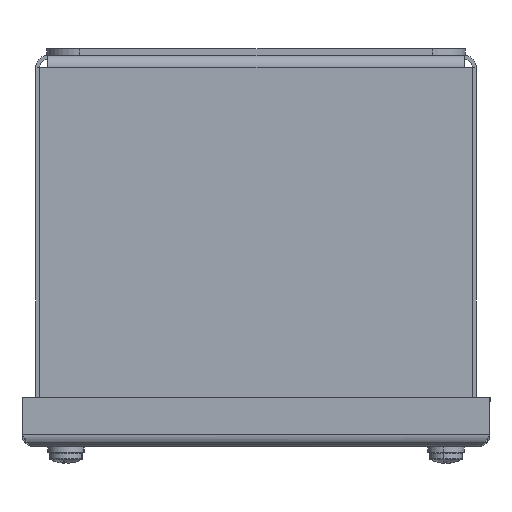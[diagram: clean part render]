
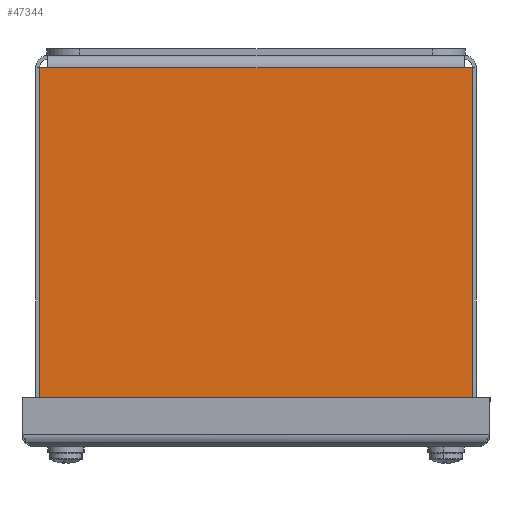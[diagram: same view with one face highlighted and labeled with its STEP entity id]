
A CAD part, front view. The second image highlights one B-rep face of the part: STEP entity #47344.
In plain terms, the highlighted planar face has unit normal (0, -1, 0).
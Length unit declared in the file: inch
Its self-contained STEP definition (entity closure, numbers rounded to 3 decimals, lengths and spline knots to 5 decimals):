
#1555 = VECTOR ( 'NONE', #51162, 39.37008 ) ;
#1784 = ORIENTED_EDGE ( 'NONE', *, *, #14654, .F. ) ;
#1815 = CARTESIAN_POINT ( 'NONE',  ( 4.14429, 0.15, 5.00325 ) ) ;
#2064 = LINE ( 'NONE', #24360, #22750 ) ;
#2092 = VECTOR ( 'NONE', #21818, 39.37008 ) ;
#2198 = VECTOR ( 'NONE', #15894, 39.37008 ) ;
#2912 = DIRECTION ( 'NONE',  ( 1., 0., 0. ) ) ;
#4356 = CARTESIAN_POINT ( 'NONE',  ( 0.5023, 0.15, 0.9997 ) ) ;
#5805 = CARTESIAN_POINT ( 'NONE',  ( 4.14429, 0.15, 0.937 ) ) ;
#6786 = EDGE_CURVE ( 'NONE', #39896, #27673, #44489, .T. ) ;
#7429 = LINE ( 'NONE', #25035, #17798 ) ;
#7795 = LINE ( 'NONE', #38443, #28488 ) ;
#8179 = EDGE_CURVE ( 'NONE', #30210, #54510, #19418, .T. ) ;
#9349 = DIRECTION ( 'NONE',  ( -1., 0., 0. ) ) ;
#9411 = VECTOR ( 'NONE', #47342, 39.37008 ) ;
#10010 = CARTESIAN_POINT ( 'NONE',  ( 4.05125, 0.15, 5.00325 ) ) ;
#10370 = VERTEX_POINT ( 'NONE', #48020 ) ;
#11044 = CARTESIAN_POINT ( 'NONE',  ( 1.69, 0.15, 0.9997 ) ) ;
#11813 = CARTESIAN_POINT ( 'NONE',  ( 4.14429, 0.15, 0.937 ) ) ;
#13522 = EDGE_CURVE ( 'NONE', #25108, #10370, #34274, .T. ) ;
#14300 = EDGE_CURVE ( 'NONE', #20486, #30210, #7429, .T. ) ;
#14654 = EDGE_CURVE ( 'NONE', #10370, #40958, #45213, .T. ) ;
#15894 = DIRECTION ( 'NONE',  ( -1., 0., 0. ) ) ;
#16382 = DIRECTION ( 'NONE',  ( -1., 0., 0. ) ) ;
#17400 = VERTEX_POINT ( 'NONE', #48539 ) ;
#17798 = VECTOR ( 'NONE', #16382, 39.37008 ) ;
#17876 = EDGE_CURVE ( 'NONE', #53702, #27518, #40642, .T. ) ;
#18594 = EDGE_CURVE ( 'NONE', #27518, #37213, #2064, .T. ) ;
#18796 = CARTESIAN_POINT ( 'NONE',  ( -0.76429, 0.15, 0.937 ) ) ;
#19418 = LINE ( 'NONE', #55022, #35438 ) ;
#19422 = CARTESIAN_POINT ( 'NONE',  ( 4.14429, 0.15, 0.937 ) ) ;
#19844 = VERTEX_POINT ( 'NONE', #35990 ) ;
#20150 = ORIENTED_EDGE ( 'NONE', *, *, #46819, .F. ) ;
#20305 = VECTOR ( 'NONE', #51960, 39.37008 ) ;
#20486 = VERTEX_POINT ( 'NONE', #43607 ) ;
#21778 = CARTESIAN_POINT ( 'NONE',  ( 2.8775, 0.15, 0.9997 ) ) ;
#21818 = DIRECTION ( 'NONE',  ( 1., 0., 0. ) ) ;
#22750 = VECTOR ( 'NONE', #37959, 39.37008 ) ;
#23712 = LINE ( 'NONE', #11044, #2198 ) ;
#24360 = CARTESIAN_POINT ( 'NONE',  ( 4.14429, 0.15, 5.00325 ) ) ;
#24588 = DIRECTION ( 'NONE',  ( 0., 0., 1. ) ) ;
#24925 = CARTESIAN_POINT ( 'NONE',  ( 2.8777, 0.15, 0.9997 ) ) ;
#25035 = CARTESIAN_POINT ( 'NONE',  ( 1.69, 0.15, 0.9995 ) ) ;
#25093 = ORIENTED_EDGE ( 'NONE', *, *, #31134, .T. ) ;
#25108 = VERTEX_POINT ( 'NONE', #18796 ) ;
#25300 = CARTESIAN_POINT ( 'NONE',  ( 2.8775, 0.15, 3.0542 ) ) ;
#25420 = VECTOR ( 'NONE', #31702, 39.37008 ) ;
#27518 = VERTEX_POINT ( 'NONE', #1815 ) ;
#27673 = VERTEX_POINT ( 'NONE', #21778 ) ;
#28488 = VECTOR ( 'NONE', #47169, 39.37008 ) ;
#28792 = FACE_OUTER_BOUND ( 'NONE', #31390, .T. ) ;
#30181 = CARTESIAN_POINT ( 'NONE',  ( -0.67125, 0.15, 5.00325 ) ) ;
#30210 = VERTEX_POINT ( 'NONE', #44197 ) ;
#30409 = LINE ( 'NONE', #43742, #52144 ) ;
#31134 = EDGE_CURVE ( 'NONE', #17400, #40041, #7795, .T. ) ;
#31390 = EDGE_LOOP ( 'NONE', ( #20150, #35660, #36191, #44527, #39684, #56470, #54213, #41918, #47034, #44557, #1784, #35378, #48444, #25093 ) ) ;
#31645 = EDGE_CURVE ( 'NONE', #27673, #20486, #51684, .T. ) ;
#31702 = DIRECTION ( 'NONE',  ( -1., 0., 0. ) ) ;
#32214 = CARTESIAN_POINT ( 'NONE',  ( 0.5025, 0.15, 0.9997 ) ) ;
#32252 = PLANE ( 'NONE',  #43914 ) ;
#33317 = CARTESIAN_POINT ( 'NONE',  ( 4.05125, 0.15, 5.00325 ) ) ;
#33460 = CARTESIAN_POINT ( 'NONE',  ( 4.05125, 0.15, 5.00325 ) ) ;
#34274 = LINE ( 'NONE', #43267, #20305 ) ;
#35378 = ORIENTED_EDGE ( 'NONE', *, *, #13522, .F. ) ;
#35438 = VECTOR ( 'NONE', #24588, 39.37008 ) ;
#35494 = CARTESIAN_POINT ( 'NONE',  ( 1.69, 0.15, 0.9997 ) ) ;
#35660 = ORIENTED_EDGE ( 'NONE', *, *, #8179, .F. ) ;
#35661 = CARTESIAN_POINT ( 'NONE',  ( -0.76429, 0.15, 5.00325 ) ) ;
#35990 = CARTESIAN_POINT ( 'NONE',  ( 2.8777, 0.15, 0.937 ) ) ;
#36191 = ORIENTED_EDGE ( 'NONE', *, *, #14300, .F. ) ;
#37213 = VERTEX_POINT ( 'NONE', #19422 ) ;
#37959 = DIRECTION ( 'NONE',  ( 0., 0., -1. ) ) ;
#38103 = LINE ( 'NONE', #33460, #1555 ) ;
#38443 = CARTESIAN_POINT ( 'NONE',  ( 0.5023, 0.15, 0.937 ) ) ;
#39684 = ORIENTED_EDGE ( 'NONE', *, *, #6786, .F. ) ;
#39896 = VERTEX_POINT ( 'NONE', #24925 ) ;
#40041 = VERTEX_POINT ( 'NONE', #4356 ) ;
#40443 = VECTOR ( 'NONE', #43323, 39.37008 ) ;
#40642 = LINE ( 'NONE', #33317, #45696 ) ;
#40958 = VERTEX_POINT ( 'NONE', #30181 ) ;
#41918 = ORIENTED_EDGE ( 'NONE', *, *, #18594, .F. ) ;
#42733 = LINE ( 'NONE', #11813, #40443 ) ;
#43267 = CARTESIAN_POINT ( 'NONE',  ( -0.76429, 0.15, 0.937 ) ) ;
#43323 = DIRECTION ( 'NONE',  ( -1., 0., 0. ) ) ;
#43536 = CARTESIAN_POINT ( 'NONE',  ( 1.69, 0.15, 3.0542 ) ) ;
#43607 = CARTESIAN_POINT ( 'NONE',  ( 2.8775, 0.15, 0.9995 ) ) ;
#43742 = CARTESIAN_POINT ( 'NONE',  ( 2.8777, 0.15, 3.0542 ) ) ;
#43914 = AXIS2_PLACEMENT_3D ( 'NONE', #43536, #55716, #51682 ) ;
#44197 = CARTESIAN_POINT ( 'NONE',  ( 0.5025, 0.15, 0.9995 ) ) ;
#44489 = LINE ( 'NONE', #35494, #25420 ) ;
#44527 = ORIENTED_EDGE ( 'NONE', *, *, #31645, .F. ) ;
#44557 = ORIENTED_EDGE ( 'NONE', *, *, #56088, .F. ) ;
#45213 = LINE ( 'NONE', #35661, #2092 ) ;
#45696 = VECTOR ( 'NONE', #2912, 39.37008 ) ;
#46631 = EDGE_CURVE ( 'NONE', #19844, #39896, #30409, .T. ) ;
#46819 = EDGE_CURVE ( 'NONE', #54510, #40041, #23712, .T. ) ;
#47034 = ORIENTED_EDGE ( 'NONE', *, *, #17876, .F. ) ;
#47169 = DIRECTION ( 'NONE',  ( 0., 0., 1. ) ) ;
#47342 = DIRECTION ( 'NONE',  ( 0., 0., -1. ) ) ;
#47344 = ADVANCED_FACE ( 'NONE', ( #28792 ), #32252, .F. ) ;
#48020 = CARTESIAN_POINT ( 'NONE',  ( -0.76429, 0.15, 5.00325 ) ) ;
#48444 = ORIENTED_EDGE ( 'NONE', *, *, #51855, .F. ) ;
#48539 = CARTESIAN_POINT ( 'NONE',  ( 0.5023, 0.15, 0.937 ) ) ;
#48711 = DIRECTION ( 'NONE',  ( 0., 0., 1. ) ) ;
#51162 = DIRECTION ( 'NONE',  ( 1., 0., 0. ) ) ;
#51682 = DIRECTION ( 'NONE',  ( 0., 0., -1. ) ) ;
#51684 = LINE ( 'NONE', #25300, #9411 ) ;
#51855 = EDGE_CURVE ( 'NONE', #17400, #25108, #53326, .T. ) ;
#51960 = DIRECTION ( 'NONE',  ( 0., 0., 1. ) ) ;
#52144 = VECTOR ( 'NONE', #48711, 39.37008 ) ;
#53326 = LINE ( 'NONE', #5805, #55635 ) ;
#53702 = VERTEX_POINT ( 'NONE', #10010 ) ;
#54213 = ORIENTED_EDGE ( 'NONE', *, *, #56065, .F. ) ;
#54510 = VERTEX_POINT ( 'NONE', #32214 ) ;
#55022 = CARTESIAN_POINT ( 'NONE',  ( 0.5025, 0.15, 3.0542 ) ) ;
#55635 = VECTOR ( 'NONE', #9349, 39.37008 ) ;
#55716 = DIRECTION ( 'NONE',  ( 0., 1., 0. ) ) ;
#56065 = EDGE_CURVE ( 'NONE', #37213, #19844, #42733, .T. ) ;
#56088 = EDGE_CURVE ( 'NONE', #40958, #53702, #38103, .T. ) ;
#56470 = ORIENTED_EDGE ( 'NONE', *, *, #46631, .F. ) ;
